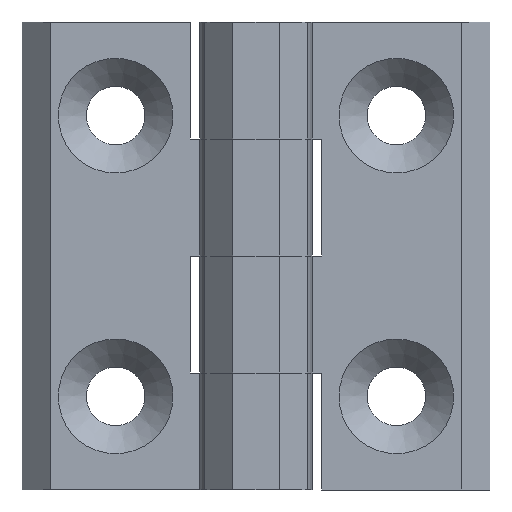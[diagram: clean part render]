
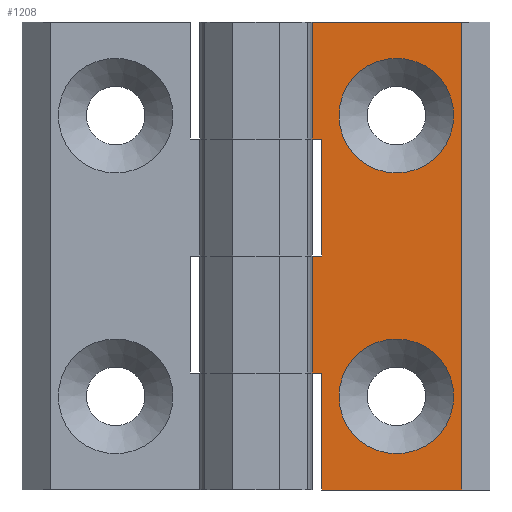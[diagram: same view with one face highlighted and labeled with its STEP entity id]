
A CAD part, front view. The second image highlights one B-rep face of the part: STEP entity #1208.
In plain terms, the highlighted planar face has unit normal (0, -1, 0).
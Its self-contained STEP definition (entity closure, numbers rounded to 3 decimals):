
#68=FACE_BOUND('',#231,.T.);
#69=FACE_BOUND('',#232,.T.);
#100=CIRCLE('',#1279,6.125);
#103=CIRCLE('',#1284,6.125);
#153=FACE_OUTER_BOUND('',#230,.T.);
#230=EDGE_LOOP('',(#941,#942,#943,#944,#945,#946,#947,#948,#949,#950));
#231=EDGE_LOOP('',(#951));
#232=EDGE_LOOP('',(#952));
#314=LINE('',#1765,#436);
#320=LINE('',#1782,#442);
#325=LINE('',#1794,#447);
#326=LINE('',#1801,#448);
#328=LINE('',#1811,#450);
#334=LINE('',#1839,#456);
#338=LINE('',#1848,#460);
#346=LINE('',#1861,#468);
#350=LINE('',#1873,#472);
#351=LINE('',#1874,#473);
#436=VECTOR('',#1406,16.008);
#442=VECTOR('',#1420,12.5);
#447=VECTOR('',#1429,1.008);
#448=VECTOR('',#1436,12.5);
#450=VECTOR('',#1448,1.008);
#456=VECTOR('',#1478,12.5);
#460=VECTOR('',#1484,12.5);
#468=VECTOR('',#1496,1.008);
#472=VECTOR('',#1512,15.);
#473=VECTOR('',#1513,50.);
#554=VERTEX_POINT('',#1762);
#555=VERTEX_POINT('',#1764);
#562=VERTEX_POINT('',#1780);
#567=VERTEX_POINT('',#1792);
#569=VERTEX_POINT('',#1798);
#570=VERTEX_POINT('',#1800);
#573=VERTEX_POINT('',#1810);
#578=VERTEX_POINT('',#1822);
#581=VERTEX_POINT('',#1830);
#585=VERTEX_POINT('',#1842);
#587=VERTEX_POINT('',#1846);
#592=VERTEX_POINT('',#1872);
#675=EDGE_CURVE('',#554,#555,#314,.T.);
#684=EDGE_CURVE('',#554,#562,#320,.T.);
#690=EDGE_CURVE('',#562,#567,#325,.T.);
#693=EDGE_CURVE('',#570,#569,#326,.T.);
#698=EDGE_CURVE('',#573,#570,#328,.T.);
#704=EDGE_CURVE('',#578,#578,#100,.T.);
#707=EDGE_CURVE('',#581,#581,#103,.T.);
#711=EDGE_CURVE('',#567,#573,#334,.T.);
#715=EDGE_CURVE('',#585,#587,#338,.T.);
#723=EDGE_CURVE('',#569,#585,#346,.T.);
#728=EDGE_CURVE('',#592,#587,#350,.T.);
#729=EDGE_CURVE('',#592,#555,#351,.T.);
#941=ORIENTED_EDGE('',*,*,#723,.T.);
#942=ORIENTED_EDGE('',*,*,#715,.T.);
#943=ORIENTED_EDGE('',*,*,#728,.F.);
#944=ORIENTED_EDGE('',*,*,#729,.T.);
#945=ORIENTED_EDGE('',*,*,#675,.F.);
#946=ORIENTED_EDGE('',*,*,#684,.T.);
#947=ORIENTED_EDGE('',*,*,#690,.T.);
#948=ORIENTED_EDGE('',*,*,#711,.T.);
#949=ORIENTED_EDGE('',*,*,#698,.T.);
#950=ORIENTED_EDGE('',*,*,#693,.T.);
#951=ORIENTED_EDGE('',*,*,#704,.T.);
#952=ORIENTED_EDGE('',*,*,#707,.T.);
#1157=PLANE('',#1297);
#1208=ADVANCED_FACE('',(#153,#68,#69),#1157,.T.);
#1279=AXIS2_PLACEMENT_3D('',#1823,#1457,#1458);
#1284=AXIS2_PLACEMENT_3D('',#1831,#1467,#1468);
#1297=AXIS2_PLACEMENT_3D('',#1871,#1510,#1511);
#1406=DIRECTION('',(1.,0.,0.));
#1420=DIRECTION('',(0.,0.,-1.));
#1429=DIRECTION('',(1.,0.,0.));
#1436=DIRECTION('',(0.,0.,-1.));
#1448=DIRECTION('',(-1.,0.,0.));
#1457=DIRECTION('center_axis',(0.,1.,0.));
#1458=DIRECTION('ref_axis',(1.,0.,0.));
#1467=DIRECTION('center_axis',(0.,1.,0.));
#1468=DIRECTION('ref_axis',(1.,0.,0.));
#1478=DIRECTION('',(0.,0.,-1.));
#1484=DIRECTION('',(0.,0.,-1.));
#1496=DIRECTION('',(1.,0.,0.));
#1510=DIRECTION('center_axis',(0.,-1.,0.));
#1511=DIRECTION('ref_axis',(1.,0.,0.));
#1512=DIRECTION('',(-1.,0.,0.));
#1513=DIRECTION('',(0.,0.,1.));
#1762=CARTESIAN_POINT('',(5.992,0.3,25.));
#1764=CARTESIAN_POINT('',(22.,0.3,25.));
#1765=CARTESIAN_POINT('',(22.,0.3,25.));
#1780=CARTESIAN_POINT('',(5.992,0.3,12.5));
#1782=CARTESIAN_POINT('',(5.992,0.3,0.));
#1792=CARTESIAN_POINT('',(7.,0.3,12.5));
#1794=CARTESIAN_POINT('',(6.496,0.3,12.5));
#1798=CARTESIAN_POINT('',(5.992,0.3,-12.5));
#1800=CARTESIAN_POINT('',(5.992,0.3,0.));
#1801=CARTESIAN_POINT('',(5.992,0.3,0.));
#1810=CARTESIAN_POINT('',(7.,0.3,0.));
#1811=CARTESIAN_POINT('',(-0.004,0.3,0.));
#1822=CARTESIAN_POINT('',(21.125,0.3,15.));
#1823=CARTESIAN_POINT('Origin',(15.,0.3,15.));
#1830=CARTESIAN_POINT('',(21.125,0.3,-15.));
#1831=CARTESIAN_POINT('Origin',(15.,0.3,-15.));
#1839=CARTESIAN_POINT('',(7.,0.3,0.));
#1842=CARTESIAN_POINT('',(7.,0.3,-12.5));
#1846=CARTESIAN_POINT('',(7.,0.3,-25.));
#1848=CARTESIAN_POINT('',(7.,0.3,-12.5));
#1861=CARTESIAN_POINT('',(6.496,0.3,-12.5));
#1871=CARTESIAN_POINT('Origin',(5.992,0.3,0.));
#1872=CARTESIAN_POINT('',(22.,0.3,-25.));
#1873=CARTESIAN_POINT('',(22.,0.3,-25.));
#1874=CARTESIAN_POINT('',(22.,0.3,0.));
